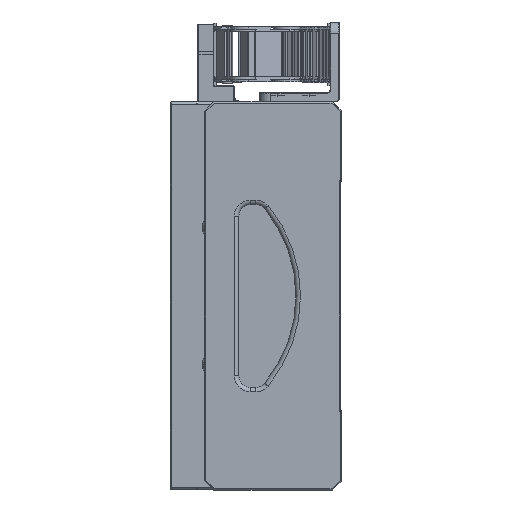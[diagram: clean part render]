
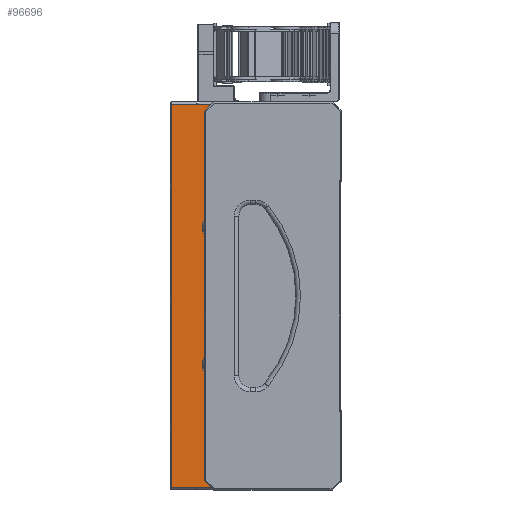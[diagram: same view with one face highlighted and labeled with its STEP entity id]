
A CAD part, left-side view. The second image highlights one B-rep face of the part: STEP entity #96696.
In plain terms, the highlighted planar face has unit normal (-1, 0, 0).
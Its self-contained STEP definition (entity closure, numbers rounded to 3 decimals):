
#90 = CARTESIAN_POINT ( 'NONE',  ( -176.92, 63., 110.393 ) ) ;
#323 = VECTOR ( 'NONE', #9109, 1000. ) ;
#621 = EDGE_CURVE ( 'NONE', #43451, #98470, #88757, .T. ) ;
#2747 = ORIENTED_EDGE ( 'NONE', *, *, #108348, .F. ) ;
#3932 = CARTESIAN_POINT ( 'NONE',  ( -176.92, 41., -54.607 ) ) ;
#4371 = EDGE_CURVE ( 'NONE', #114923, #50501, #7103, .T. ) ;
#4606 = EDGE_CURVE ( 'NONE', #53463, #51867, #63585, .T. ) ;
#4724 = ORIENTED_EDGE ( 'NONE', *, *, #69952, .F. ) ;
#7103 = LINE ( 'NONE', #85421, #86243 ) ;
#8524 = VECTOR ( 'NONE', #28445, 1000. ) ;
#9109 = DIRECTION ( 'NONE',  ( 0., -1., 0. ) ) ;
#9739 = VECTOR ( 'NONE', #13192, 1000. ) ;
#11894 = EDGE_CURVE ( 'NONE', #86017, #43451, #94374, .T. ) ;
#11943 = VECTOR ( 'NONE', #119597, 1000. ) ;
#13192 = DIRECTION ( 'NONE',  ( 0., 1., 0. ) ) ;
#16067 = CARTESIAN_POINT ( 'NONE',  ( -176.92, 75., 111.393 ) ) ;
#17743 = VECTOR ( 'NONE', #89746, 1000. ) ;
#18462 = ORIENTED_EDGE ( 'NONE', *, *, #124942, .T. ) ;
#18953 = VERTEX_POINT ( 'NONE', #61680 ) ;
#19494 = VECTOR ( 'NONE', #89057, 1000. ) ;
#20951 = AXIS2_PLACEMENT_3D ( 'NONE', #16067, #38184, #58907 ) ;
#21523 = LINE ( 'NONE', #79834, #8524 ) ;
#22547 = VERTEX_POINT ( 'NONE', #49537 ) ;
#23625 = CARTESIAN_POINT ( 'NONE',  ( -176.92, 44., 110.393 ) ) ;
#26375 = VERTEX_POINT ( 'NONE', #124027 ) ;
#26901 = FACE_OUTER_BOUND ( 'NONE', #93608, .T. ) ;
#27044 = LINE ( 'NONE', #3932, #86687 ) ;
#28445 = DIRECTION ( 'NONE',  ( 0., 0., -1. ) ) ;
#30613 = LINE ( 'NONE', #63738, #9739 ) ;
#32708 = LINE ( 'NONE', #49307, #323 ) ;
#34091 = CARTESIAN_POINT ( 'NONE',  ( -176.92, 63.5, 110.393 ) ) ;
#36415 = DIRECTION ( 'NONE',  ( 0., -0.707, 0.707 ) ) ;
#36686 = DIRECTION ( 'NONE',  ( 0., 1., 0. ) ) ;
#38184 = DIRECTION ( 'NONE',  ( 1., 0., 0. ) ) ;
#40320 = CARTESIAN_POINT ( 'NONE',  ( -176.92, 67.616, -57.607 ) ) ;
#43058 = CARTESIAN_POINT ( 'NONE',  ( -176.92, 41., 107.393 ) ) ;
#43424 = CARTESIAN_POINT ( 'NONE',  ( -176.92, 59.5, 111.393 ) ) ;
#43451 = VERTEX_POINT ( 'NONE', #133568 ) ;
#43491 = DIRECTION ( 'NONE',  ( 0., 1., 0. ) ) ;
#44958 = ORIENTED_EDGE ( 'NONE', *, *, #93352, .T. ) ;
#46755 = EDGE_CURVE ( 'NONE', #99789, #26375, #30613, .T. ) ;
#49307 = CARTESIAN_POINT ( 'NONE',  ( -176.92, 75., -57.607 ) ) ;
#49537 = CARTESIAN_POINT ( 'NONE',  ( -176.92, 74.5, 110.393 ) ) ;
#50501 = VERTEX_POINT ( 'NONE', #34091 ) ;
#51867 = VERTEX_POINT ( 'NONE', #23625 ) ;
#53463 = VERTEX_POINT ( 'NONE', #43058 ) ;
#54756 = CARTESIAN_POINT ( 'NONE',  ( -176.92, 74.5, -57.607 ) ) ;
#54848 = LINE ( 'NONE', #43424, #96720 ) ;
#55607 = CARTESIAN_POINT ( 'NONE',  ( -176.92, 41., 96.393 ) ) ;
#56057 = VERTEX_POINT ( 'NONE', #54756 ) ;
#58224 = ORIENTED_EDGE ( 'NONE', *, *, #11894, .T. ) ;
#58907 = DIRECTION ( 'NONE',  ( 0., -1., 0. ) ) ;
#59224 = DIRECTION ( 'NONE',  ( 0., -1., 0. ) ) ;
#61680 = CARTESIAN_POINT ( 'NONE',  ( -176.92, 41., -43.607 ) ) ;
#61763 = ORIENTED_EDGE ( 'NONE', *, *, #70062, .T. ) ;
#61982 = VECTOR ( 'NONE', #126105, 1000. ) ;
#63585 = LINE ( 'NONE', #78186, #11943 ) ;
#63738 = CARTESIAN_POINT ( 'NONE',  ( -176.92, -722.19, 96.393 ) ) ;
#68032 = EDGE_CURVE ( 'NONE', #51867, #114923, #113552, .T. ) ;
#69952 = EDGE_CURVE ( 'NONE', #123998, #18953, #113679, .T. ) ;
#70062 = EDGE_CURVE ( 'NONE', #56057, #86017, #32708, .T. ) ;
#71142 = VECTOR ( 'NONE', #36686, 1000. ) ;
#72046 = EDGE_CURVE ( 'NONE', #22547, #56057, #101729, .T. ) ;
#73489 = ORIENTED_EDGE ( 'NONE', *, *, #46755, .F. ) ;
#77983 = ORIENTED_EDGE ( 'NONE', *, *, #68032, .T. ) ;
#78186 = CARTESIAN_POINT ( 'NONE',  ( -176.92, 41., 107.393 ) ) ;
#79221 = PLANE ( 'NONE',  #20951 ) ;
#79834 = CARTESIAN_POINT ( 'NONE',  ( -176.92, 41., -58.607 ) ) ;
#85089 = CARTESIAN_POINT ( 'NONE',  ( -176.92, 67.616, 110.393 ) ) ;
#85421 = CARTESIAN_POINT ( 'NONE',  ( -176.92, 67.616, 110.393 ) ) ;
#85469 = CARTESIAN_POINT ( 'NONE',  ( -176.92, 63.5, -57.607 ) ) ;
#86017 = VERTEX_POINT ( 'NONE', #85469 ) ;
#86243 = VECTOR ( 'NONE', #43491, 1000. ) ;
#86687 = VECTOR ( 'NONE', #36415, 1000. ) ;
#88757 = LINE ( 'NONE', #99198, #17743 ) ;
#89057 = DIRECTION ( 'NONE',  ( 0., 0., -1. ) ) ;
#89746 = DIRECTION ( 'NONE',  ( 0., -1., 0. ) ) ;
#91111 = VERTEX_POINT ( 'NONE', #108744 ) ;
#91794 = CARTESIAN_POINT ( 'NONE',  ( -176.92, 44., -57.607 ) ) ;
#93352 = EDGE_CURVE ( 'NONE', #98470, #91111, #27044, .T. ) ;
#93608 = EDGE_LOOP ( 'NONE', ( #18462, #73489, #2747, #130583, #77983, #105184, #119553, #105156, #61763, #58224, #118562, #44958, #97960, #4724 ) ) ;
#94058 = EDGE_CURVE ( 'NONE', #50501, #22547, #113007, .T. ) ;
#94374 = LINE ( 'NONE', #40320, #128278 ) ;
#96696 = ADVANCED_FACE ( 'NONE', ( #26901 ), #79221, .F. ) ;
#96720 = VECTOR ( 'NONE', #115525, 1000. ) ;
#97155 = DIRECTION ( 'NONE',  ( 0., 0., -1. ) ) ;
#97595 = CARTESIAN_POINT ( 'NONE',  ( -176.92, 41., 111.393 ) ) ;
#97960 = ORIENTED_EDGE ( 'NONE', *, *, #129118, .F. ) ;
#98470 = VERTEX_POINT ( 'NONE', #91794 ) ;
#98946 = CARTESIAN_POINT ( 'NONE',  ( -176.92, 74.5, 111.393 ) ) ;
#99198 = CARTESIAN_POINT ( 'NONE',  ( -176.92, 28., -57.607 ) ) ;
#99789 = VERTEX_POINT ( 'NONE', #55607 ) ;
#101729 = LINE ( 'NONE', #98946, #19494 ) ;
#105156 = ORIENTED_EDGE ( 'NONE', *, *, #72046, .T. ) ;
#105184 = ORIENTED_EDGE ( 'NONE', *, *, #4371, .T. ) ;
#107461 = CARTESIAN_POINT ( 'NONE',  ( -176.92, 75., 110.393 ) ) ;
#108348 = EDGE_CURVE ( 'NONE', #53463, #99789, #119170, .T. ) ;
#108744 = CARTESIAN_POINT ( 'NONE',  ( -176.92, 41., -54.607 ) ) ;
#109245 = CARTESIAN_POINT ( 'NONE',  ( -176.92, -722.19, -43.607 ) ) ;
#112392 = DIRECTION ( 'NONE',  ( 0., -1., 0. ) ) ;
#113007 = LINE ( 'NONE', #107461, #71142 ) ;
#113552 = LINE ( 'NONE', #85089, #61982 ) ;
#113679 = LINE ( 'NONE', #109245, #131240 ) ;
#114923 = VERTEX_POINT ( 'NONE', #90 ) ;
#115525 = DIRECTION ( 'NONE',  ( 0., 0., 1. ) ) ;
#118562 = ORIENTED_EDGE ( 'NONE', *, *, #621, .T. ) ;
#119170 = LINE ( 'NONE', #97595, #127224 ) ;
#119553 = ORIENTED_EDGE ( 'NONE', *, *, #94058, .T. ) ;
#119597 = DIRECTION ( 'NONE',  ( 0., 0.707, 0.707 ) ) ;
#123998 = VERTEX_POINT ( 'NONE', #124956 ) ;
#124027 = CARTESIAN_POINT ( 'NONE',  ( -176.92, 59.5, 96.393 ) ) ;
#124942 = EDGE_CURVE ( 'NONE', #123998, #26375, #54848, .T. ) ;
#124956 = CARTESIAN_POINT ( 'NONE',  ( -176.92, 59.5, -43.607 ) ) ;
#126105 = DIRECTION ( 'NONE',  ( 0., 1., 0. ) ) ;
#127224 = VECTOR ( 'NONE', #97155, 1000. ) ;
#128278 = VECTOR ( 'NONE', #112392, 1000. ) ;
#129118 = EDGE_CURVE ( 'NONE', #18953, #91111, #21523, .T. ) ;
#130583 = ORIENTED_EDGE ( 'NONE', *, *, #4606, .T. ) ;
#131240 = VECTOR ( 'NONE', #59224, 1000. ) ;
#133568 = CARTESIAN_POINT ( 'NONE',  ( -176.92, 63., -57.607 ) ) ;
